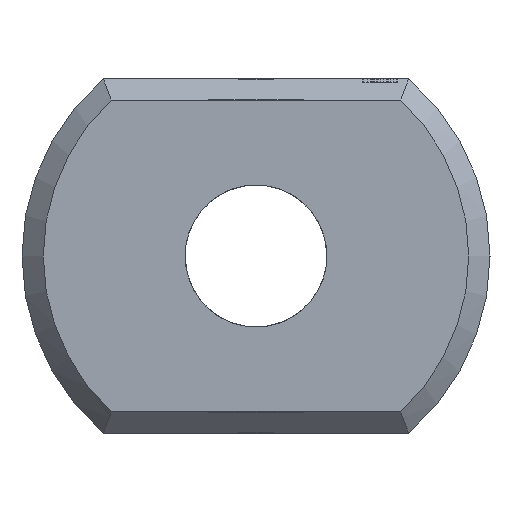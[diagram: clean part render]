
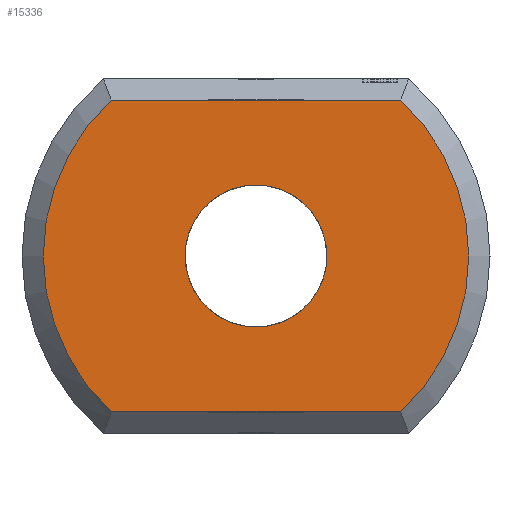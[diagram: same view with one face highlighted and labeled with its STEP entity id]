
A CAD part, left-side view. The second image highlights one B-rep face of the part: STEP entity #15336.
In plain terms, the highlighted planar face has unit normal (-1, 0, 0).
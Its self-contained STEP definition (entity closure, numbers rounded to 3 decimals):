
#3794 = VERTEX_POINT('',#3795);
#3795 = CARTESIAN_POINT('',(0.,-2.04,2.2));
#3804 = VERTEX_POINT('',#3805);
#3805 = CARTESIAN_POINT('',(0.,-2.04,-2.2));
#3812 = EDGE_CURVE('',#3794,#3804,#3813,.T.);
#3813 = CIRCLE('',#3814,3.);
#3814 = AXIS2_PLACEMENT_3D('',#3815,#3816,#3817);
#3815 = CARTESIAN_POINT('',(0.,0.,0.));
#3816 = DIRECTION('',(1.,0.,0.));
#3817 = DIRECTION('',(0.,-0.653,0.758)
  );
#4650 = VERTEX_POINT('',#4651);
#4651 = CARTESIAN_POINT('',(0.,2.04,2.2));
#4658 = EDGE_CURVE('',#3794,#4650,#4659,.T.);
#4659 = LINE('',#4660,#4661);
#4660 = CARTESIAN_POINT('',(0.,-2.154,2.2));
#4661 = VECTOR('',#4662,1.);
#4662 = DIRECTION('',(0.,1.,0.));
#15336 = ADVANCED_FACE('',(#15337,#15356),#15367,.F.);
#15337 = FACE_BOUND('',#15338,.F.);
#15338 = EDGE_LOOP('',(#15339,#15348,#15349,#15350));
#15339 = ORIENTED_EDGE('',*,*,#15340,.T.);
#15340 = EDGE_CURVE('',#15341,#4650,#15343,.T.);
#15341 = VERTEX_POINT('',#15342);
#15342 = CARTESIAN_POINT('',(0.,2.04,-2.2));
#15343 = CIRCLE('',#15344,3.);
#15344 = AXIS2_PLACEMENT_3D('',#15345,#15346,#15347);
#15345 = CARTESIAN_POINT('',(0.,0.,0.));
#15346 = DIRECTION('',(1.,0.,0.));
#15347 = DIRECTION('',(0.,0.653,-0.758)
  );
#15348 = ORIENTED_EDGE('',*,*,#4658,.F.);
#15349 = ORIENTED_EDGE('',*,*,#3812,.T.);
#15350 = ORIENTED_EDGE('',*,*,#15351,.T.);
#15351 = EDGE_CURVE('',#3804,#15341,#15352,.T.);
#15352 = LINE('',#15353,#15354);
#15353 = CARTESIAN_POINT('',(0.,-2.154,-2.2));
#15354 = VECTOR('',#15355,1.);
#15355 = DIRECTION('',(0.,1.,0.));
#15356 = FACE_BOUND('',#15357,.T.);
#15357 = EDGE_LOOP('',(#15358));
#15358 = ORIENTED_EDGE('',*,*,#15359,.T.);
#15359 = EDGE_CURVE('',#15360,#15360,#15362,.T.);
#15360 = VERTEX_POINT('',#15361);
#15361 = CARTESIAN_POINT('',(0.,1.,0.)
  );
#15362 = CIRCLE('',#15363,1.);
#15363 = AXIS2_PLACEMENT_3D('',#15364,#15365,#15366);
#15364 = CARTESIAN_POINT('',(0.,0.,0.));
#15365 = DIRECTION('',(1.,0.,0.));
#15366 = DIRECTION('',(0.,1.,0.));
#15367 = PLANE('',#15368);
#15368 = AXIS2_PLACEMENT_3D('',#15369,#15370,#15371);
#15369 = CARTESIAN_POINT('',(0.,0.,0.));
#15370 = DIRECTION('',(1.,0.,0.));
#15371 = DIRECTION('',(0.,0.,1.));
